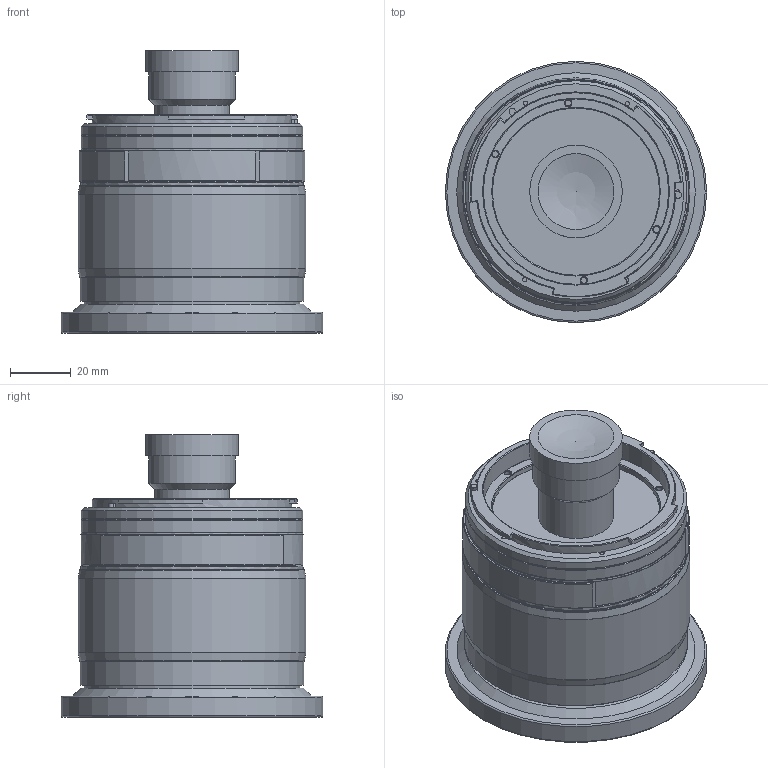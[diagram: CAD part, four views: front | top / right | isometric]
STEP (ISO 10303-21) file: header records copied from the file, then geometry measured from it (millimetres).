
FILE_DESCRIPTION(/* description */ ('Unknown'),/* implementation_level */ '2;1');
FILE_NAME(/* name */ 'bronicaS2A_samyang_24mmTS_assembly',/* time_stamp */ '2026-01-13T14:18:58-05:00',/* author */ ('Unknown'),/* organization */ ('Unknown'),/* preprocessor_version */ 'ST-DEVELOPER v18.1',/* originating_system */ 'Solid Edge',/* authorisation */ 'Unknown');
FILE_SCHEMA (('AUTOMOTIVE_DESIGN {1 0 10303 214 3 1 1}'));
Length unit declared in the file: millimetre
Products named in the file (5): samyang_24mmTS; samyang_24mmTS_mount_bronicaS; samyang_24mmTS_mount_bronicaS_flange; samyang_24mmTS_body_bronicaS; M1.6_panHead_5mm
Assembly tree (9 placements, depth 2):
  samyang_24mmTS
    samyang_24mmTS_mount_bronicaS
    samyang_24mmTS_mount_bronicaS_flange
    samyang_24mmTS_body_bronicaS
    M1.6_panHead_5mm  x6
Bounding box: 86 x 86 x 93 mm (x, y, z)
Volume: 264911.8 mm3; surface area: 43424.4 mm2
Topology: 15 solids, 15 shells, 370 faces, 861 edges, 550 vertices
Faces by surface type: plane 165, cylinder 97, cone 68, torus 18, bspline 12, sphere 10
Full cylindrical faces by diameter (mm): 1.4 x6, 1.75 x1, 2 x10, 3.203 x6, 4 x6, 24.5 x1, 28.5 x1, 30.5 x1, 55 x1, 61 x1, 65.6 x1, 71 x1, 73 x3, 73.25 x1, 73.5 x1, 75 x1, 81.3 x1, 86 x1
Entity records: 9892 total; most frequent: CARTESIAN_POINT 4204, DIRECTION 958, ORIENTED_EDGE 716, AXIS2_PLACEMENT_3D 430, EDGE_CURVE 358, EDGE_LOOP 348, FACE_BOUND 348, VERTEX_POINT 272
